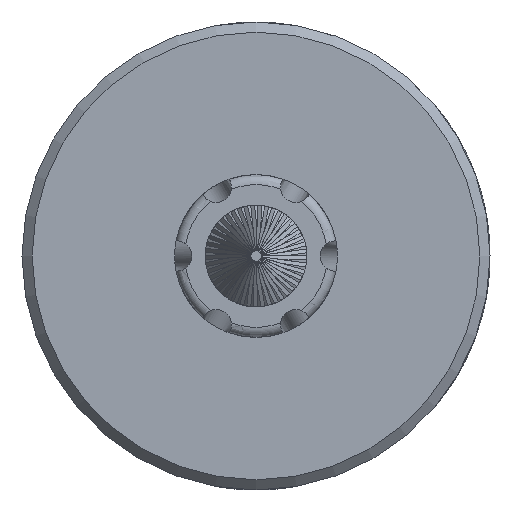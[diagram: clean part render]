
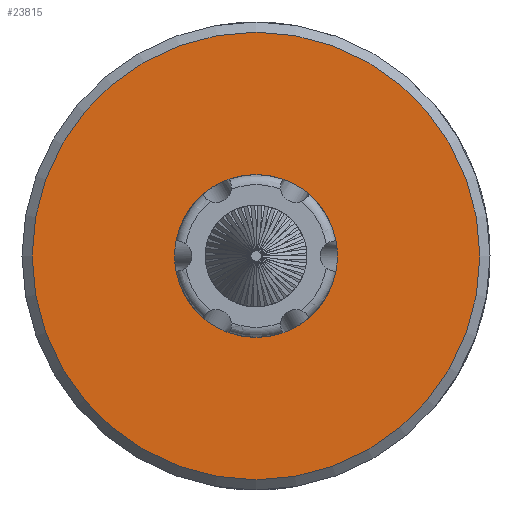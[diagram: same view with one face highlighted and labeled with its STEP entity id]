
A CAD part, left-side view. The second image highlights one B-rep face of the part: STEP entity #23815.
In plain terms, the highlighted planar face has unit normal (-1, 0, 0).
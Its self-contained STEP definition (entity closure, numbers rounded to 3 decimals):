
#516=FACE_BOUND('',#3784,.T.);
#863=PLANE('',#25287);
#2396=FACE_OUTER_BOUND('',#3783,.T.);
#3783=EDGE_LOOP('',(#20609));
#3784=EDGE_LOOP('',(#20610));
#4171=CIRCLE('',#24304,7.55);
#4633=CIRCLE('',#25286,22.);
#9343=VERTEX_POINT('',#36865);
#10893=VERTEX_POINT('',#66240);
#11845=EDGE_CURVE('',#9343,#9343,#4171,.T.);
#14247=EDGE_CURVE('',#10893,#10893,#4633,.T.);
#20609=ORIENTED_EDGE('',*,*,#14247,.F.);
#20610=ORIENTED_EDGE('',*,*,#11845,.T.);
#23815=ADVANCED_FACE('',(#2396,#516),#863,.T.);
#24304=AXIS2_PLACEMENT_3D('',#36867,#26327,#26328);
#25286=AXIS2_PLACEMENT_3D('',#66242,#29227,#29228);
#25287=AXIS2_PLACEMENT_3D('',#66243,#29229,#29230);
#26327=DIRECTION('center_axis',(1.,0.,0.));
#26328=DIRECTION('ref_axis',(0.,0.,
-1.));
#29227=DIRECTION('center_axis',(1.,0.,0.));
#29228=DIRECTION('ref_axis',(0.,0.,
1.));
#29229=DIRECTION('center_axis',(-1.,0.,0.));
#29230=DIRECTION('ref_axis',(0.,0.,
1.));
#36865=CARTESIAN_POINT('',(-55.,0.,7.55));
#36867=CARTESIAN_POINT('Origin',(-55.,0.,0.));
#66240=CARTESIAN_POINT('',(-55.,0.,-22.));
#66242=CARTESIAN_POINT('Origin',(-55.,0.,0.));
#66243=CARTESIAN_POINT('Origin',(-55.,0.,-23.));
